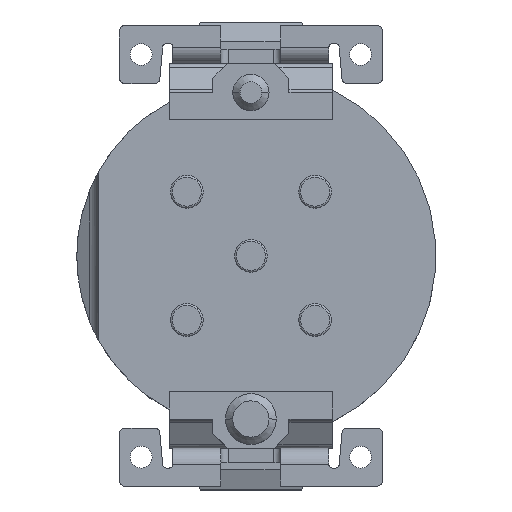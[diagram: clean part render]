
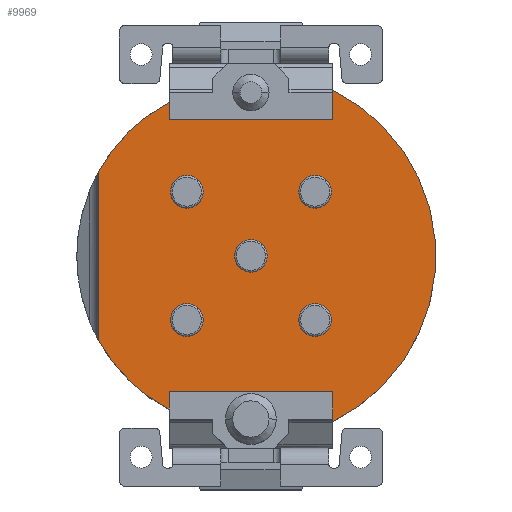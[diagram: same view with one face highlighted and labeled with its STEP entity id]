
A CAD part, top view. The second image highlights one B-rep face of the part: STEP entity #9969.
In plain terms, the highlighted planar face has unit normal (0, 0, 1).
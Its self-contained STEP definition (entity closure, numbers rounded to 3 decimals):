
#23=DIRECTION('',(0.,1.,0.));
#24=VECTOR('',#23,4.648);
#25=CARTESIAN_POINT('',(-4.2,-2.324,-1.2));
#26=LINE('',#25,#24);
#27=DIRECTION('',(0.,-1.,0.));
#28=VECTOR('',#27,0.49);
#29=CARTESIAN_POINT('',(-2.25,4.24,-1.2));
#30=LINE('',#29,#28);
#31=DIRECTION('',(1.,0.,0.));
#32=VECTOR('',#31,4.5);
#33=CARTESIAN_POINT('',(-2.25,3.75,-1.2));
#34=LINE('',#33,#32);
#35=DIRECTION('',(0.,1.,0.));
#36=VECTOR('',#35,0.827);
#37=CARTESIAN_POINT('',(2.25,3.75,-1.2));
#38=LINE('',#37,#36);
#39=DIRECTION('',(0.,1.,0.));
#40=VECTOR('',#39,0.827);
#41=CARTESIAN_POINT('',(2.25,-4.577,-1.2));
#42=LINE('',#41,#40);
#43=DIRECTION('',(-1.,0.,0.));
#44=VECTOR('',#43,4.5);
#45=CARTESIAN_POINT('',(2.25,-3.75,-1.2));
#46=LINE('',#45,#44);
#47=DIRECTION('',(0.,-1.,0.));
#48=VECTOR('',#47,0.49);
#49=CARTESIAN_POINT('',(-2.25,-3.75,-1.2));
#50=LINE('',#49,#48);
#51=CARTESIAN_POINT('',(1.768,-1.768,-1.2));
#52=DIRECTION('',(0.,0.,-1.));
#53=DIRECTION('',(-0.707,-0.707,0.));
#54=AXIS2_PLACEMENT_3D('',#51,#52,#53);
#56=CARTESIAN_POINT('',(1.768,-1.768,-1.2));
#57=DIRECTION('',(0.,0.,-1.));
#58=DIRECTION('',(0.707,0.707,0.));
#59=AXIS2_PLACEMENT_3D('',#56,#57,#58);
#61=CARTESIAN_POINT('',(1.768,1.768,-1.2));
#62=DIRECTION('',(0.,0.,-1.));
#63=DIRECTION('',(-0.707,-0.707,0.));
#64=AXIS2_PLACEMENT_3D('',#61,#62,#63);
#66=CARTESIAN_POINT('',(1.768,1.768,-1.2));
#67=DIRECTION('',(0.,0.,-1.));
#68=DIRECTION('',(0.707,0.707,0.));
#69=AXIS2_PLACEMENT_3D('',#66,#67,#68);
#71=CARTESIAN_POINT('',(-1.768,1.768,-1.2));
#72=DIRECTION('',(0.,0.,-1.));
#73=DIRECTION('',(-0.707,-0.707,0.));
#74=AXIS2_PLACEMENT_3D('',#71,#72,#73);
#76=CARTESIAN_POINT('',(-1.768,1.768,-1.2));
#77=DIRECTION('',(0.,0.,-1.));
#78=DIRECTION('',(0.707,0.707,0.));
#79=AXIS2_PLACEMENT_3D('',#76,#77,#78);
#81=CARTESIAN_POINT('',(-1.768,-1.768,-1.2));
#82=DIRECTION('',(0.,0.,-1.));
#83=DIRECTION('',(-0.707,-0.707,0.));
#84=AXIS2_PLACEMENT_3D('',#81,#82,#83);
#86=CARTESIAN_POINT('',(-1.768,-1.768,-1.2));
#87=DIRECTION('',(0.,0.,-1.));
#88=DIRECTION('',(0.707,0.707,0.));
#89=AXIS2_PLACEMENT_3D('',#86,#87,#88);
#91=CARTESIAN_POINT('',(0.,0.,-1.2));
#92=DIRECTION('',(0.,0.,-1.));
#93=DIRECTION('',(-0.707,-0.707,0.));
#94=AXIS2_PLACEMENT_3D('',#91,#92,#93);
#96=CARTESIAN_POINT('',(0.,0.,-1.2));
#97=DIRECTION('',(0.,0.,-1.));
#98=DIRECTION('',(0.707,0.707,0.));
#99=AXIS2_PLACEMENT_3D('',#96,#97,#98);
#109=CARTESIAN_POINT('',(0.,0.,-1.2));
#110=DIRECTION('',(0.,0.,1.));
#111=DIRECTION('',(-0.875,-0.484,0.));
#112=AXIS2_PLACEMENT_3D('',#109,#110,#111);
#183=CARTESIAN_POINT('',(0.,0.,-1.2));
#184=DIRECTION('',(0.,0.,1.));
#185=DIRECTION('',(-0.469,0.883,0.));
#186=AXIS2_PLACEMENT_3D('',#183,#184,#185);
#396=CARTESIAN_POINT('',(0.,0.,-1.2));
#397=DIRECTION('',(0.,0.,1.));
#398=DIRECTION('',(0.441,-0.897,0.));
#399=AXIS2_PLACEMENT_3D('',#396,#397,#398);
#7915=CARTESIAN_POINT('',(2.25,-3.75,-1.2));
#7916=CARTESIAN_POINT('',(-2.25,-3.75,-1.2));
#7917=VERTEX_POINT('',#7915);
#7918=VERTEX_POINT('',#7916);
#7919=CARTESIAN_POINT('',(-2.25,3.75,-1.2));
#7920=CARTESIAN_POINT('',(2.25,3.75,-1.2));
#7921=VERTEX_POINT('',#7919);
#7922=VERTEX_POINT('',#7920);
#8153=CARTESIAN_POINT('',(-2.25,-4.24,-1.2));
#8155=VERTEX_POINT('',#8153);
#8157=CARTESIAN_POINT('',(-2.25,4.24,-1.2));
#8159=VERTEX_POINT('',#8157);
#8855=CARTESIAN_POINT('',(2.25,-4.577,-1.2));
#8857=VERTEX_POINT('',#8855);
#8860=CARTESIAN_POINT('',(2.25,4.577,-1.2));
#8862=VERTEX_POINT('',#8860);
#8864=CARTESIAN_POINT('',(-4.2,-2.324,-1.2));
#8865=CARTESIAN_POINT('',(-4.2,2.324,-1.2));
#8866=VERTEX_POINT('',#8864);
#8867=VERTEX_POINT('',#8865);
#9828=CARTESIAN_POINT('',(1.485,-2.051,-1.2));
#9829=CARTESIAN_POINT('',(2.051,-1.485,-1.2));
#9830=VERTEX_POINT('',#9828);
#9831=VERTEX_POINT('',#9829);
#9848=CARTESIAN_POINT('',(1.485,1.485,-1.2));
#9849=CARTESIAN_POINT('',(2.051,2.051,-1.2));
#9850=VERTEX_POINT('',#9848);
#9851=VERTEX_POINT('',#9849);
#9868=CARTESIAN_POINT('',(-2.051,1.485,-1.2));
#9869=CARTESIAN_POINT('',(-1.485,2.051,-1.2));
#9870=VERTEX_POINT('',#9868);
#9871=VERTEX_POINT('',#9869);
#9888=CARTESIAN_POINT('',(-2.051,-2.051,-1.2));
#9889=CARTESIAN_POINT('',(-1.485,-1.485,-1.2));
#9890=VERTEX_POINT('',#9888);
#9891=VERTEX_POINT('',#9889);
#9908=CARTESIAN_POINT('',(-0.283,-0.283,-1.2));
#9909=CARTESIAN_POINT('',(0.283,0.283,-1.2));
#9910=VERTEX_POINT('',#9908);
#9911=VERTEX_POINT('',#9909);
#9912=CARTESIAN_POINT('',(0.,0.,-1.2));
#9913=DIRECTION('',(0.,0.,1.));
#9914=DIRECTION('',(0.,1.,0.));
#9915=AXIS2_PLACEMENT_3D('',#9912,#9913,#9914);
#9916=PLANE('',#9915);
#9918=ORIENTED_EDGE('',*,*,#9917,.T.);
#9920=ORIENTED_EDGE('',*,*,#9919,.F.);
#9922=ORIENTED_EDGE('',*,*,#9921,.T.);
#9924=ORIENTED_EDGE('',*,*,#9923,.T.);
#9926=ORIENTED_EDGE('',*,*,#9925,.T.);
#9928=ORIENTED_EDGE('',*,*,#9927,.F.);
#9930=ORIENTED_EDGE('',*,*,#9929,.T.);
#9932=ORIENTED_EDGE('',*,*,#9931,.T.);
#9934=ORIENTED_EDGE('',*,*,#9933,.T.);
#9936=ORIENTED_EDGE('',*,*,#9935,.F.);
#9937=EDGE_LOOP('',(#9918,#9920,#9922,#9924,#9926,#9928,#9930,#9932,#9934,
#9936));
#9938=FACE_OUTER_BOUND('',#9937,.F.);
#9940=ORIENTED_EDGE('',*,*,#9939,.F.);
#9942=ORIENTED_EDGE('',*,*,#9941,.F.);
#9943=EDGE_LOOP('',(#9940,#9942));
#9944=FACE_BOUND('',#9943,.F.);
#9946=ORIENTED_EDGE('',*,*,#9945,.F.);
#9948=ORIENTED_EDGE('',*,*,#9947,.F.);
#9949=EDGE_LOOP('',(#9946,#9948));
#9950=FACE_BOUND('',#9949,.F.);
#9952=ORIENTED_EDGE('',*,*,#9951,.F.);
#9954=ORIENTED_EDGE('',*,*,#9953,.F.);
#9955=EDGE_LOOP('',(#9952,#9954));
#9956=FACE_BOUND('',#9955,.F.);
#9958=ORIENTED_EDGE('',*,*,#9957,.F.);
#9960=ORIENTED_EDGE('',*,*,#9959,.F.);
#9961=EDGE_LOOP('',(#9958,#9960));
#9962=FACE_BOUND('',#9961,.F.);
#9964=ORIENTED_EDGE('',*,*,#9963,.F.);
#9966=ORIENTED_EDGE('',*,*,#9965,.F.);
#9967=EDGE_LOOP('',(#9964,#9966));
#9968=FACE_BOUND('',#9967,.F.);
#55=CIRCLE('',#54,0.4);
#60=CIRCLE('',#59,0.4);
#65=CIRCLE('',#64,0.4);
#70=CIRCLE('',#69,0.4);
#75=CIRCLE('',#74,0.4);
#80=CIRCLE('',#79,0.4);
#85=CIRCLE('',#84,0.4);
#90=CIRCLE('',#89,0.4);
#95=CIRCLE('',#94,0.4);
#100=CIRCLE('',#99,0.4);
#113=CIRCLE('',#112,4.8);
#187=CIRCLE('',#186,4.8);
#400=CIRCLE('',#399,5.1);
#9917=EDGE_CURVE('',#8866,#8867,#26,.T.);
#9919=EDGE_CURVE('',#8159,#8867,#187,.T.);
#9921=EDGE_CURVE('',#8159,#7921,#30,.T.);
#9923=EDGE_CURVE('',#7921,#7922,#34,.T.);
#9925=EDGE_CURVE('',#7922,#8862,#38,.T.);
#9927=EDGE_CURVE('',#8857,#8862,#400,.T.);
#9929=EDGE_CURVE('',#8857,#7917,#42,.T.);
#9931=EDGE_CURVE('',#7917,#7918,#46,.T.);
#9933=EDGE_CURVE('',#7918,#8155,#50,.T.);
#9935=EDGE_CURVE('',#8866,#8155,#113,.T.);
#9939=EDGE_CURVE('',#9830,#9831,#55,.T.);
#9941=EDGE_CURVE('',#9831,#9830,#60,.T.);
#9945=EDGE_CURVE('',#9850,#9851,#65,.T.);
#9947=EDGE_CURVE('',#9851,#9850,#70,.T.);
#9951=EDGE_CURVE('',#9870,#9871,#75,.T.);
#9953=EDGE_CURVE('',#9871,#9870,#80,.T.);
#9957=EDGE_CURVE('',#9890,#9891,#85,.T.);
#9959=EDGE_CURVE('',#9891,#9890,#90,.T.);
#9963=EDGE_CURVE('',#9910,#9911,#95,.T.);
#9965=EDGE_CURVE('',#9911,#9910,#100,.T.);
#9969=ADVANCED_FACE('',(#9938,#9944,#9950,#9956,#9962,#9968),#9916,.T.);
